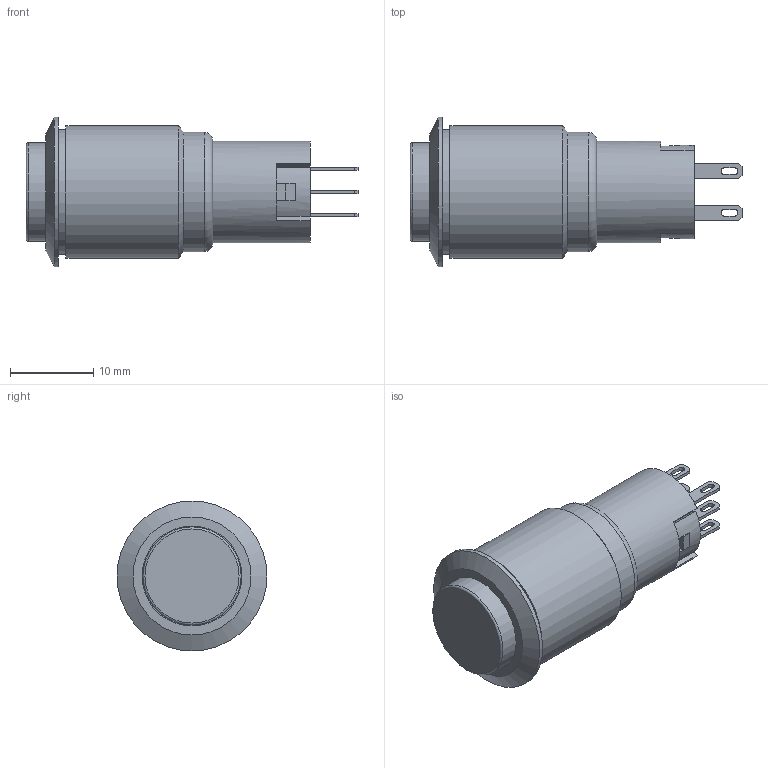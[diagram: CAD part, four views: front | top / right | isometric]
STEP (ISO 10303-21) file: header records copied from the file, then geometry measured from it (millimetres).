
FILE_DESCRIPTION(/* description */ (''),/* implementation_level */ '2;1');
FILE_NAME(/* name */ 'PV3F2H0xx.stp',/* time_stamp */ '2023-07-31T11:19:48-05:00',/* author */ ('mwilliams'),/* organization */ (''),/* preprocessor_version */ 'ST-DEVELOPER v18.1',/* originating_system */ 'Autodesk Inventor 2022',/* authorisation */ '');
FILE_SCHEMA (('AUTOMOTIVE_DESIGN { 1 0 10303 214 3 1 1 }'));
Length unit declared in the file: inch
Products named in the file (1): PV3H2H0SS_Simplify_1
Bounding box: 39.85 x 18 x 18 mm (x, y, z)
Volume: 3223.5 mm3; surface area: 3298.5 mm2
Topology: 2 solids, 2 shells, 334 faces, 879 edges, 581 vertices
Faces by surface type: plane 231, bspline 68, cylinder 30, torus 3, cone 2
Full cylindrical faces by diameter (mm): 11 x1, 11.8 x1, 12 x1, 12.2 x1, 14.3 x1, 15 x1, 15.9 x1, 18 x1
Entity records: 10759 total; most frequent: CARTESIAN_POINT 2791, ORIENTED_EDGE 1758, DIRECTION 1371, EDGE_CURVE 879, LINE 649, VECTOR 649, VERTEX_POINT 581, EDGE_LOOP 386
